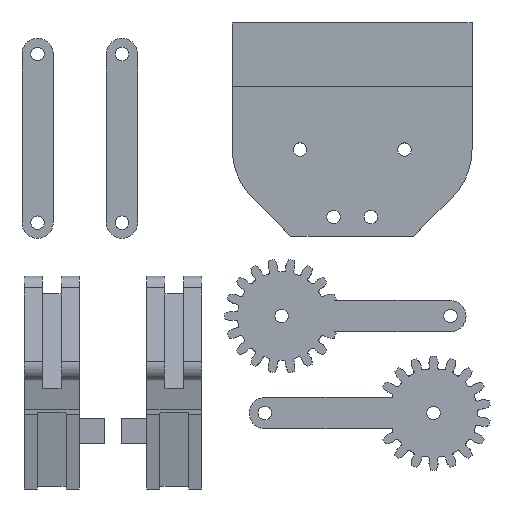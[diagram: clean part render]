
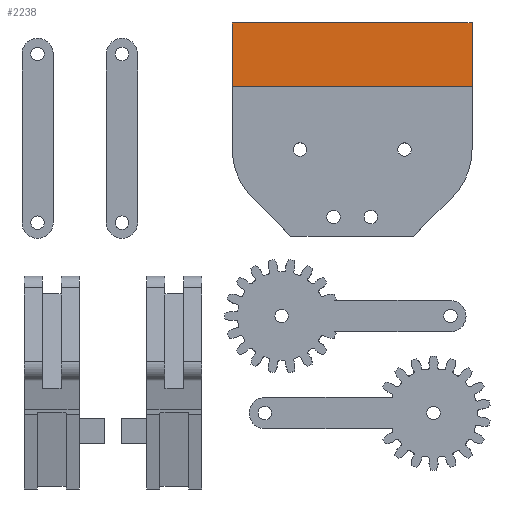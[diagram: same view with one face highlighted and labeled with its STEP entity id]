
A CAD part, top view. The second image highlights one B-rep face of the part: STEP entity #2238.
In plain terms, the highlighted planar face has unit normal (0, 0, 1).
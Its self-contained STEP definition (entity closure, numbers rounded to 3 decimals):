
#717 = PLANE('',#718);
#718 = AXIS2_PLACEMENT_3D('',#719,#720,#721);
#719 = CARTESIAN_POINT('',(28.4,46.,4.));
#720 = DIRECTION('',(-1.,0.,0.));
#721 = DIRECTION('',(0.,0.,-1.));
#745 = PLANE('',#746);
#746 = AXIS2_PLACEMENT_3D('',#747,#748,#749);
#747 = CARTESIAN_POINT('',(-28.4,46.,4.));
#748 = DIRECTION('',(0.,-1.,0.));
#749 = DIRECTION('',(0.,0.,-1.));
#880 = PLANE('',#881);
#881 = AXIS2_PLACEMENT_3D('',#882,#883,#884);
#882 = CARTESIAN_POINT('',(-28.4,31.,4.));
#883 = DIRECTION('',(1.,0.,0.));
#884 = DIRECTION('',(0.,0.,1.));
#1252 = VERTEX_POINT('',#1253);
#1253 = CARTESIAN_POINT('',(-28.4,31.,16.));
#1267 = PLANE('',#1268);
#1268 = AXIS2_PLACEMENT_3D('',#1269,#1270,#1271);
#1269 = CARTESIAN_POINT('',(28.4,31.,4.));
#1270 = DIRECTION('',(0.,-1.,0.));
#1271 = DIRECTION('',(-1.,0.,0.));
#1279 = EDGE_CURVE('',#1252,#1280,#1282,.T.);
#1280 = VERTEX_POINT('',#1281);
#1281 = CARTESIAN_POINT('',(-28.4,46.,16.));
#1282 = SURFACE_CURVE('',#1283,(#1287,#1294),.PCURVE_S1.);
#1283 = LINE('',#1284,#1285);
#1284 = CARTESIAN_POINT('',(-28.4,31.,16.));
#1285 = VECTOR('',#1286,1.);
#1286 = DIRECTION('',(0.,1.,0.));
#1287 = PCURVE('',#880,#1288);
#1288 = DEFINITIONAL_REPRESENTATION('',(#1289),#1293);
#1289 = LINE('',#1290,#1291);
#1290 = CARTESIAN_POINT('',(12.,0.));
#1291 = VECTOR('',#1292,1.);
#1292 = DIRECTION('',(0.,-1.));
#1293 = ( GEOMETRIC_REPRESENTATION_CONTEXT(2) 
PARAMETRIC_REPRESENTATION_CONTEXT() REPRESENTATION_CONTEXT('2D SPACE',''
  ) );
#1294 = PCURVE('',#1295,#1300);
#1295 = PLANE('',#1296);
#1296 = AXIS2_PLACEMENT_3D('',#1297,#1298,#1299);
#1297 = CARTESIAN_POINT('',(-28.4,46.,16.));
#1298 = DIRECTION('',(0.,0.,1.));
#1299 = DIRECTION('',(1.,0.,0.));
#1300 = DEFINITIONAL_REPRESENTATION('',(#1301),#1305);
#1301 = LINE('',#1302,#1303);
#1302 = CARTESIAN_POINT('',(0.,-15.));
#1303 = VECTOR('',#1304,1.);
#1304 = DIRECTION('',(0.,1.));
#1305 = ( GEOMETRIC_REPRESENTATION_CONTEXT(2) 
PARAMETRIC_REPRESENTATION_CONTEXT() REPRESENTATION_CONTEXT('2D SPACE',''
  ) );
#1537 = VERTEX_POINT('',#1538);
#1538 = CARTESIAN_POINT('',(28.4,46.,16.));
#1559 = EDGE_CURVE('',#1280,#1537,#1560,.T.);
#1560 = SURFACE_CURVE('',#1561,(#1565,#1572),.PCURVE_S1.);
#1561 = LINE('',#1562,#1563);
#1562 = CARTESIAN_POINT('',(-28.4,46.,16.));
#1563 = VECTOR('',#1564,1.);
#1564 = DIRECTION('',(1.,0.,0.));
#1565 = PCURVE('',#745,#1566);
#1566 = DEFINITIONAL_REPRESENTATION('',(#1567),#1571);
#1567 = LINE('',#1568,#1569);
#1568 = CARTESIAN_POINT('',(-12.,0.));
#1569 = VECTOR('',#1570,1.);
#1570 = DIRECTION('',(0.,1.));
#1571 = ( GEOMETRIC_REPRESENTATION_CONTEXT(2) 
PARAMETRIC_REPRESENTATION_CONTEXT() REPRESENTATION_CONTEXT('2D SPACE',''
  ) );
#1572 = PCURVE('',#1295,#1573);
#1573 = DEFINITIONAL_REPRESENTATION('',(#1574),#1578);
#1574 = LINE('',#1575,#1576);
#1575 = CARTESIAN_POINT('',(0.,0.));
#1576 = VECTOR('',#1577,1.);
#1577 = DIRECTION('',(1.,0.));
#1578 = ( GEOMETRIC_REPRESENTATION_CONTEXT(2) 
PARAMETRIC_REPRESENTATION_CONTEXT() REPRESENTATION_CONTEXT('2D SPACE',''
  ) );
#1755 = EDGE_CURVE('',#1537,#1756,#1758,.T.);
#1756 = VERTEX_POINT('',#1757);
#1757 = CARTESIAN_POINT('',(28.4,31.,16.));
#1758 = SURFACE_CURVE('',#1759,(#1763,#1770),.PCURVE_S1.);
#1759 = LINE('',#1760,#1761);
#1760 = CARTESIAN_POINT('',(28.4,46.,16.));
#1761 = VECTOR('',#1762,1.);
#1762 = DIRECTION('',(0.,-1.,0.));
#1763 = PCURVE('',#717,#1764);
#1764 = DEFINITIONAL_REPRESENTATION('',(#1765),#1769);
#1765 = LINE('',#1766,#1767);
#1766 = CARTESIAN_POINT('',(-12.,-0.));
#1767 = VECTOR('',#1768,1.);
#1768 = DIRECTION('',(0.,1.));
#1769 = ( GEOMETRIC_REPRESENTATION_CONTEXT(2) 
PARAMETRIC_REPRESENTATION_CONTEXT() REPRESENTATION_CONTEXT('2D SPACE',''
  ) );
#1770 = PCURVE('',#1295,#1771);
#1771 = DEFINITIONAL_REPRESENTATION('',(#1772),#1776);
#1772 = LINE('',#1773,#1774);
#1773 = CARTESIAN_POINT('',(56.8,0.));
#1774 = VECTOR('',#1775,1.);
#1775 = DIRECTION('',(0.,-1.));
#1776 = ( GEOMETRIC_REPRESENTATION_CONTEXT(2) 
PARAMETRIC_REPRESENTATION_CONTEXT() REPRESENTATION_CONTEXT('2D SPACE',''
  ) );
#2193 = EDGE_CURVE('',#1756,#1252,#2194,.T.);
#2194 = SURFACE_CURVE('',#2195,(#2199,#2206),.PCURVE_S1.);
#2195 = LINE('',#2196,#2197);
#2196 = CARTESIAN_POINT('',(28.4,31.,16.));
#2197 = VECTOR('',#2198,1.);
#2198 = DIRECTION('',(-1.,0.,0.));
#2199 = PCURVE('',#1267,#2200);
#2200 = DEFINITIONAL_REPRESENTATION('',(#2201),#2205);
#2201 = LINE('',#2202,#2203);
#2202 = CARTESIAN_POINT('',(0.,-12.));
#2203 = VECTOR('',#2204,1.);
#2204 = DIRECTION('',(1.,0.));
#2205 = ( GEOMETRIC_REPRESENTATION_CONTEXT(2) 
PARAMETRIC_REPRESENTATION_CONTEXT() REPRESENTATION_CONTEXT('2D SPACE',''
  ) );
#2206 = PCURVE('',#1295,#2207);
#2207 = DEFINITIONAL_REPRESENTATION('',(#2208),#2212);
#2208 = LINE('',#2209,#2210);
#2209 = CARTESIAN_POINT('',(56.8,-15.));
#2210 = VECTOR('',#2211,1.);
#2211 = DIRECTION('',(-1.,0.));
#2212 = ( GEOMETRIC_REPRESENTATION_CONTEXT(2) 
PARAMETRIC_REPRESENTATION_CONTEXT() REPRESENTATION_CONTEXT('2D SPACE',''
  ) );
#2238 = ADVANCED_FACE('',(#2239),#1295,.T.);
#2239 = FACE_BOUND('',#2240,.F.);
#2240 = EDGE_LOOP('',(#2241,#2242,#2243,#2244));
#2241 = ORIENTED_EDGE('',*,*,#1559,.T.);
#2242 = ORIENTED_EDGE('',*,*,#1755,.T.);
#2243 = ORIENTED_EDGE('',*,*,#2193,.T.);
#2244 = ORIENTED_EDGE('',*,*,#1279,.T.);
